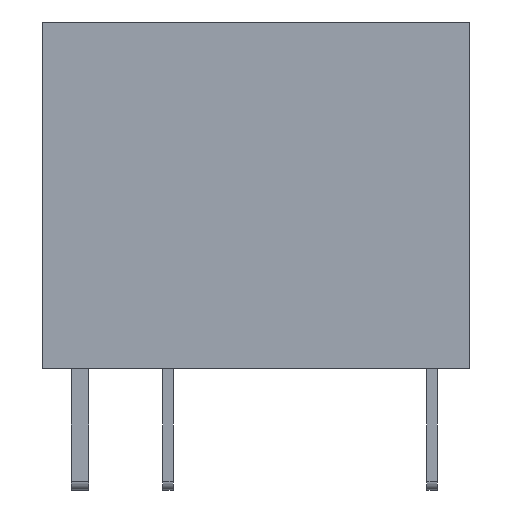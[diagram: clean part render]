
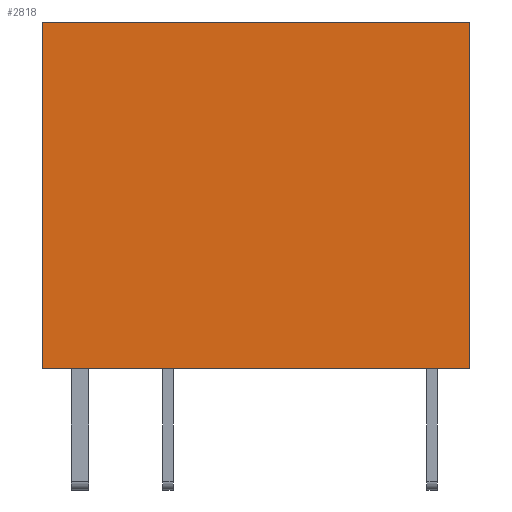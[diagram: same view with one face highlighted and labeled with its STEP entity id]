
A CAD part, front view. The second image highlights one B-rep face of the part: STEP entity #2818.
In plain terms, the highlighted planar face has unit normal (0, -1, 0).
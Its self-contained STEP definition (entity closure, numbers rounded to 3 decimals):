
#153=PLANE('',#2992);
#257=LINE('',#3733,#561);
#288=LINE('',#3798,#592);
#352=LINE('',#4440,#656);
#353=LINE('',#4442,#657);
#561=VECTOR('',#3132,1000.);
#592=VECTOR('',#3167,1000.);
#656=VECTOR('',#3233,1000.);
#657=VECTOR('',#3236,1000.);
#879=FACE_OUTER_BOUND('',#1050,.T.);
#1050=EDGE_LOOP('',(#2033,#2034,#2035,#2036));
#1225=VERTEX_POINT('',#3731);
#1226=VERTEX_POINT('',#3732);
#1257=VERTEX_POINT('',#3795);
#1258=VERTEX_POINT('',#3797);
#1493=EDGE_CURVE('',#1225,#1226,#257,.T.);
#1525=EDGE_CURVE('',#1258,#1257,#288,.T.);
#1617=EDGE_CURVE('',#1257,#1225,#352,.T.);
#1618=EDGE_CURVE('',#1226,#1258,#353,.T.);
#2033=ORIENTED_EDGE('',*,*,#1617,.T.);
#2034=ORIENTED_EDGE('',*,*,#1493,.T.);
#2035=ORIENTED_EDGE('',*,*,#1618,.T.);
#2036=ORIENTED_EDGE('',*,*,#1525,.T.);
#2818=ADVANCED_FACE('',(#879),#153,.T.);
#2992=AXIS2_PLACEMENT_3D('',#4448,#3242,#3243);
#3132=DIRECTION('',(1.,0.,0.));
#3167=DIRECTION('',(-1.,0.,0.));
#3233=DIRECTION('',(0.,0.,-1.));
#3236=DIRECTION('',(0.,0.,1.));
#3242=DIRECTION('center_axis',(0.,-1.,0.));
#3243=DIRECTION('ref_axis',(1.,0.,0.));
#3731=CARTESIAN_POINT('',(-6.05,-3.65,0.1));
#3732=CARTESIAN_POINT('',(6.25,-3.65,0.1));
#3733=CARTESIAN_POINT('',(-6.05,-3.65,0.1));
#3795=CARTESIAN_POINT('',(-6.05,-3.65,10.1));
#3797=CARTESIAN_POINT('',(6.25,-3.65,10.1));
#3798=CARTESIAN_POINT('',(6.25,-3.65,10.1));
#4440=CARTESIAN_POINT('',(-6.05,-3.65,10.1));
#4442=CARTESIAN_POINT('',(6.25,-3.65,0.1));
#4448=CARTESIAN_POINT('Origin',(0.,-3.65,0.1));
